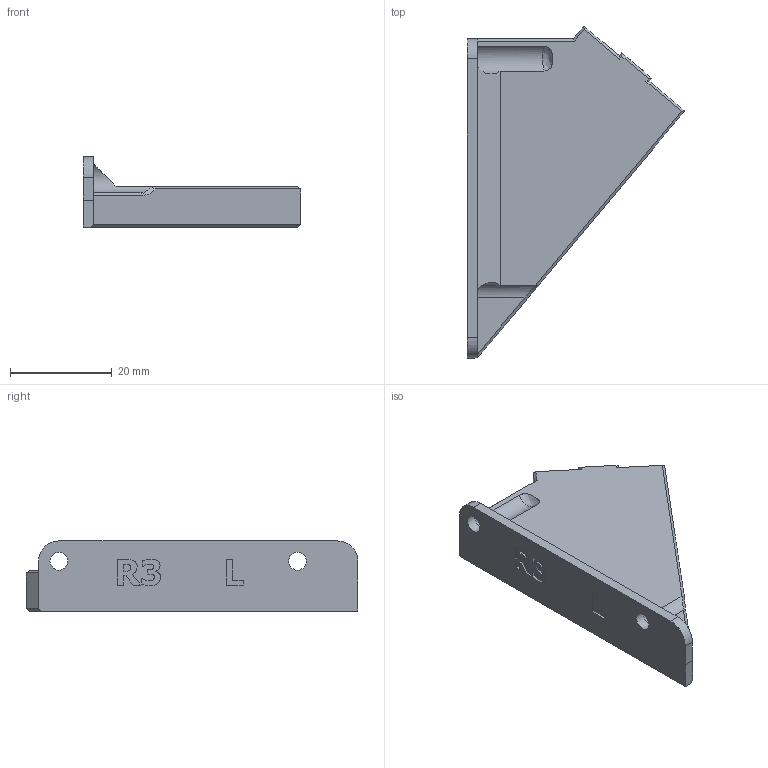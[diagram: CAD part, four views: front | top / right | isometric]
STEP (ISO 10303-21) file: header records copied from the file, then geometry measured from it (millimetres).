
FILE_DESCRIPTION(/* description */ (''),/* implementation_level */ '2;1');
FILE_NAME(/* name */ 'xlcd-support-left_R.stp',/* time_stamp */ '2024-01-18T13:50:50+01:00',/* author */ ('Mikuláček'),/* organization */ (''),/* preprocessor_version */ 'ST-DEVELOPER v19.2',/* originating_system */ 'Autodesk Inventor 2023',/* authorisation */ '');
FILE_SCHEMA (('AUTOMOTIVE_DESIGN { 1 0 10303 214 3 1 1 }'));
Length unit declared in the file: millimetre
Products named in the file (1): xlcd-support-left
Bounding box: 42.91 x 65.37 x 13.8 mm (x, y, z)
Volume: 12035.8 mm3; surface area: 5647.9 mm2
Topology: 1 solids, 1 shells, 112 faces, 300 edges, 195 vertices
Faces by surface type: plane 75, bspline 30, cylinder 7
Full cylindrical faces by diameter (mm): 3.5 x3
Entity records: 3801 total; most frequent: CARTESIAN_POINT 1149, ORIENTED_EDGE 600, DIRECTION 419, EDGE_CURVE 300, LINE 223, VECTOR 223, VERTEX_POINT 195, EDGE_LOOP 123
